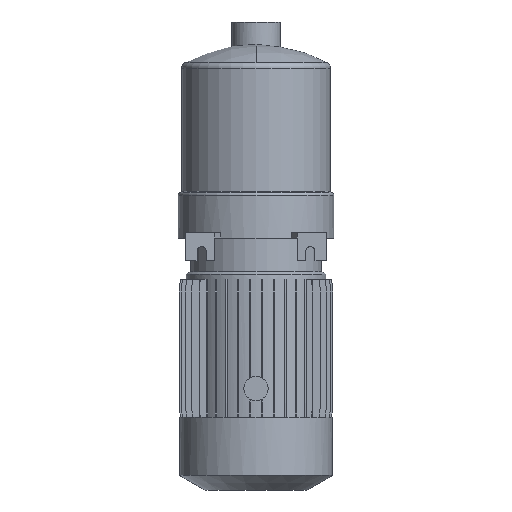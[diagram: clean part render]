
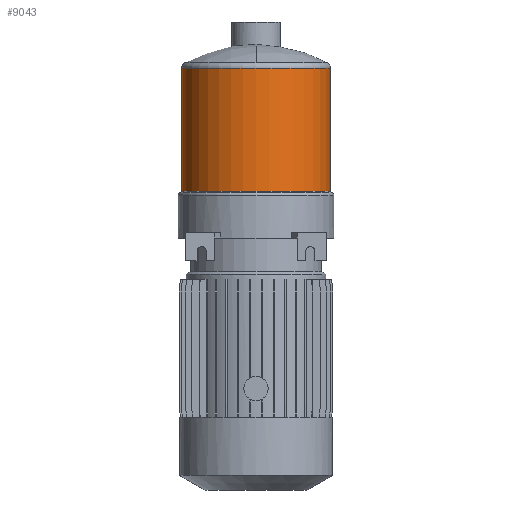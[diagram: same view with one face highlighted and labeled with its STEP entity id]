
A CAD part, front view. The second image highlights one B-rep face of the part: STEP entity #9043.
In plain terms, the highlighted cylindrical face has radius 76.5 mm (diameter 153 mm), a partial arc.
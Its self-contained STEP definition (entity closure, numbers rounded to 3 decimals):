
#162 = DIRECTION ( 'NONE',  ( 0., 0., -1. ) ) ;
#322 = CARTESIAN_POINT ( 'NONE',  ( 0., 0., 100.562 ) ) ;
#623 = CARTESIAN_POINT ( 'NONE',  ( 76.5, 0., 148. ) ) ;
#731 = CIRCLE ( 'NONE', #6597, 76.5 ) ;
#898 = CYLINDRICAL_SURFACE ( 'NONE', #5702, 76.5 ) ;
#949 = FACE_OUTER_BOUND ( 'NONE', #2341, .T. ) ;
#1258 = EDGE_CURVE ( 'NONE', #3051, #7810, #7619, .T. ) ;
#2086 = DIRECTION ( 'NONE',  ( 0., 0., 1. ) ) ;
#2341 = EDGE_LOOP ( 'NONE', ( #4967, #2735, #7178, #6241 ) ) ;
#2531 = DIRECTION ( 'NONE',  ( 1., 0., 0. ) ) ;
#2735 = ORIENTED_EDGE ( 'NONE', *, *, #6342, .T. ) ;
#2842 = DIRECTION ( 'NONE',  ( 0., 0., 1. ) ) ;
#2897 = EDGE_CURVE ( 'NONE', #7810, #8455, #731, .T. ) ;
#2954 = CARTESIAN_POINT ( 'NONE',  ( 0., 0., -26.5 ) ) ;
#3051 = VERTEX_POINT ( 'NONE', #3589 ) ;
#3497 = CARTESIAN_POINT ( 'NONE',  ( 76.5, 0., 100.562 ) ) ;
#3589 = CARTESIAN_POINT ( 'NONE',  ( 76.5, 0., -26.5 ) ) ;
#3743 = DIRECTION ( 'NONE',  ( 0., 0., 1. ) ) ;
#4022 = CARTESIAN_POINT ( 'NONE',  ( 0., 0., 148. ) ) ;
#4125 = CARTESIAN_POINT ( 'NONE',  ( -76.5, 0., -26.5 ) ) ;
#4881 = VERTEX_POINT ( 'NONE', #4125 ) ;
#4967 = ORIENTED_EDGE ( 'NONE', *, *, #6198, .F. ) ;
#5091 = CARTESIAN_POINT ( 'NONE',  ( -76.5, 0., 148. ) ) ;
#5140 = LINE ( 'NONE', #5091, #7797 ) ;
#5661 = AXIS2_PLACEMENT_3D ( 'NONE', #2954, #2086, #8315 ) ;
#5702 = AXIS2_PLACEMENT_3D ( 'NONE', #4022, #8762, #2531 ) ;
#5774 = VECTOR ( 'NONE', #3743, 1000. ) ;
#6198 = EDGE_CURVE ( 'NONE', #4881, #8455, #5140, .T. ) ;
#6241 = ORIENTED_EDGE ( 'NONE', *, *, #2897, .T. ) ;
#6342 = EDGE_CURVE ( 'NONE', #4881, #3051, #10080, .T. ) ;
#6597 = AXIS2_PLACEMENT_3D ( 'NONE', #322, #162, #8135 ) ;
#6792 = CARTESIAN_POINT ( 'NONE',  ( -76.5, 0., 100.562 ) ) ;
#7178 = ORIENTED_EDGE ( 'NONE', *, *, #1258, .T. ) ;
#7619 = LINE ( 'NONE', #623, #5774 ) ;
#7797 = VECTOR ( 'NONE', #2842, 1000. ) ;
#7810 = VERTEX_POINT ( 'NONE', #3497 ) ;
#8135 = DIRECTION ( 'NONE',  ( -1., 0., 0. ) ) ;
#8315 = DIRECTION ( 'NONE',  ( 1., 0., 0. ) ) ;
#8455 = VERTEX_POINT ( 'NONE', #6792 ) ;
#8762 = DIRECTION ( 'NONE',  ( 0., 0., 1. ) ) ;
#9043 = ADVANCED_FACE ( 'NONE', ( #949 ), #898, .T. ) ;
#10080 = CIRCLE ( 'NONE', #5661, 76.5 ) ;
